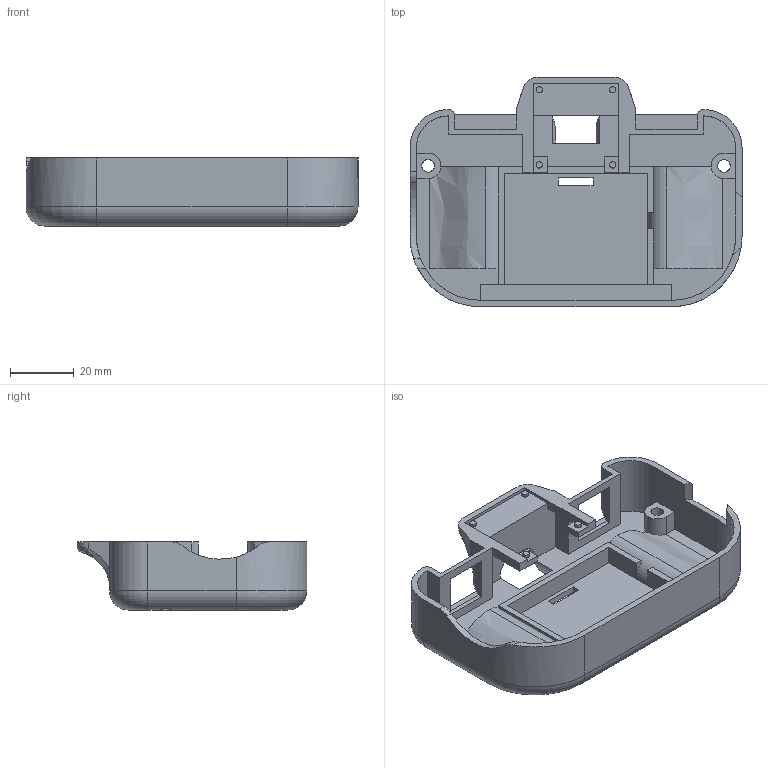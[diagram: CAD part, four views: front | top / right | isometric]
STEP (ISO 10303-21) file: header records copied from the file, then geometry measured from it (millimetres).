
FILE_DESCRIPTION(/* description */ ('STEP AP242','CAx-IF Rec.Pracs.---Representation and Presentation of Product Manufacturing Information (PMI)---4.0---2014-10-13','CAx-IF Rec.Pracs.---3D Tessellated Geometry---0.4---2014-09-14','2;1'),/* implementation_level */ '2;1');
FILE_NAME(/* name */ 'Case - JoyKey Case',/* time_stamp */ '2025-03-12T14:46:24Z',/* author */ (''),/* organization */ (''),/* preprocessor_version */ 'ST-DEVELOPER v20',/* originating_system */ 'ONSHAPE BY PTC INC, 1.194',/* authorisation */ ' ');
FILE_SCHEMA (('AP242_MANAGED_MODEL_BASED_3D_ENGINEERING_MIM_LF { 1 0 10303 442 1 1 4 }'));
Length unit declared in the file: metre
Products named in the file (1): JoyKey Case
Bounding box: 104.4 x 72.16 x 21.4 mm (x, y, z)
Volume: 27700.7 mm3; surface area: 27153.6 mm2
Topology: 1 solids, 1 shells, 262 faces, 736 edges, 484 vertices
Faces by surface type: plane 152, bspline 55, cylinder 45, torus 10
Full cylindrical faces by diameter (mm): 2 x4, 4 x2
Entity records: 8682 total; most frequent: CARTESIAN_POINT 2250, ORIENTED_EDGE 1452, DIRECTION 1124, EDGE_CURVE 726, LINE 480, VECTOR 480, VERTEX_POINT 480, AXIS2_PLACEMENT_3D 322
